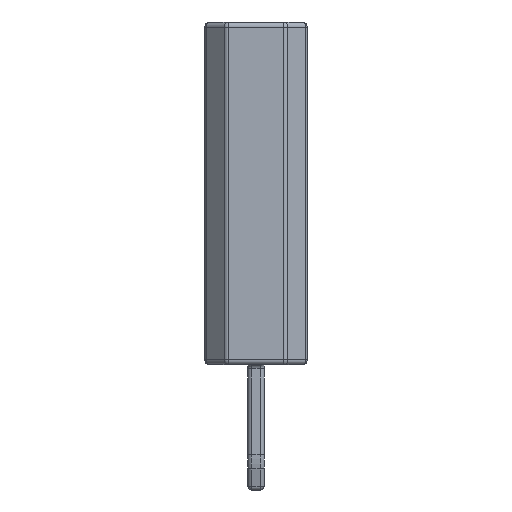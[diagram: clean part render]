
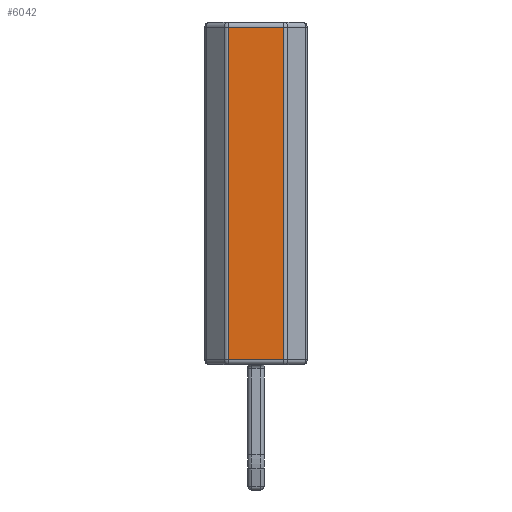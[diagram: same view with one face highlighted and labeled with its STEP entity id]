
A CAD part, left-side view. The second image highlights one B-rep face of the part: STEP entity #6042.
In plain terms, the highlighted planar face has unit normal (-1, 0, 0).
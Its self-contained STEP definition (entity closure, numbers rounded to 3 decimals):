
#5384 = CYLINDRICAL_SURFACE('',#5385,0.125);
#5385 = AXIS2_PLACEMENT_3D('',#5386,#5387,#5388);
#5386 = CARTESIAN_POINT('',(-1.145,0.692,0.));
#5387 = DIRECTION('',(0.,0.,1.));
#5388 = DIRECTION('',(-0.707,0.707,0.));
#5489 = VERTEX_POINT('',#5490);
#5490 = CARTESIAN_POINT('',(-1.27,0.692,0.125));
#5517 = EDGE_CURVE('',#5489,#5518,#5520,.T.);
#5518 = VERTEX_POINT('',#5519);
#5519 = CARTESIAN_POINT('',(-1.27,0.692,8.375));
#5520 = SURFACE_CURVE('',#5521,(#5525,#5532),.PCURVE_S1.);
#5521 = LINE('',#5522,#5523);
#5522 = CARTESIAN_POINT('',(-1.27,0.692,0.));
#5523 = VECTOR('',#5524,1.);
#5524 = DIRECTION('',(0.,0.,1.));
#5525 = PCURVE('',#5384,#5526);
#5526 = DEFINITIONAL_REPRESENTATION('',(#5527),#5531);
#5527 = LINE('',#5528,#5529);
#5528 = CARTESIAN_POINT('',(0.785,0.));
#5529 = VECTOR('',#5530,1.);
#5530 = DIRECTION('',(0.,1.));
#5531 = ( GEOMETRIC_REPRESENTATION_CONTEXT(2) 
PARAMETRIC_REPRESENTATION_CONTEXT() REPRESENTATION_CONTEXT('2D SPACE',''
  ) );
#5532 = PCURVE('',#5533,#5538);
#5533 = PLANE('',#5534);
#5534 = AXIS2_PLACEMENT_3D('',#5535,#5536,#5537);
#5535 = CARTESIAN_POINT('',(-1.27,-0.744,0.));
#5536 = DIRECTION('',(-1.,0.,0.));
#5537 = DIRECTION('',(0.,1.,0.));
#5538 = DEFINITIONAL_REPRESENTATION('',(#5539),#5543);
#5539 = LINE('',#5540,#5541);
#5540 = CARTESIAN_POINT('',(1.436,0.));
#5541 = VECTOR('',#5542,1.);
#5542 = DIRECTION('',(0.,-1.));
#5543 = ( GEOMETRIC_REPRESENTATION_CONTEXT(2) 
PARAMETRIC_REPRESENTATION_CONTEXT() REPRESENTATION_CONTEXT('2D SPACE',''
  ) );
#5747 = CYLINDRICAL_SURFACE('',#5748,0.125);
#5748 = AXIS2_PLACEMENT_3D('',#5749,#5750,#5751);
#5749 = CARTESIAN_POINT('',(-1.145,-0.744,8.375));
#5750 = DIRECTION('',(0.,1.,0.));
#5751 = DIRECTION('',(-1.,0.,0.));
#6029 = CYLINDRICAL_SURFACE('',#6030,0.125);
#6030 = AXIS2_PLACEMENT_3D('',#6031,#6032,#6033);
#6031 = CARTESIAN_POINT('',(-1.145,-0.744,0.125));
#6032 = DIRECTION('',(0.,1.,0.));
#6033 = DIRECTION('',(-1.,0.,0.));
#6042 = ADVANCED_FACE('',(#6043),#5533,.T.);
#6043 = FACE_BOUND('',#6044,.T.);
#6044 = EDGE_LOOP('',(#6045,#6068,#6069,#6092));
#6045 = ORIENTED_EDGE('',*,*,#6046,.T.);
#6046 = EDGE_CURVE('',#6047,#5518,#6049,.T.);
#6047 = VERTEX_POINT('',#6048);
#6048 = CARTESIAN_POINT('',(-1.27,-0.692,8.375));
#6049 = SURFACE_CURVE('',#6050,(#6054,#6061),.PCURVE_S1.);
#6050 = LINE('',#6051,#6052);
#6051 = CARTESIAN_POINT('',(-1.27,-0.744,8.375));
#6052 = VECTOR('',#6053,1.);
#6053 = DIRECTION('',(0.,1.,0.));
#6054 = PCURVE('',#5533,#6055);
#6055 = DEFINITIONAL_REPRESENTATION('',(#6056),#6060);
#6056 = LINE('',#6057,#6058);
#6057 = CARTESIAN_POINT('',(0.,-8.375));
#6058 = VECTOR('',#6059,1.);
#6059 = DIRECTION('',(1.,0.));
#6060 = ( GEOMETRIC_REPRESENTATION_CONTEXT(2) 
PARAMETRIC_REPRESENTATION_CONTEXT() REPRESENTATION_CONTEXT('2D SPACE',''
  ) );
#6061 = PCURVE('',#5747,#6062);
#6062 = DEFINITIONAL_REPRESENTATION('',(#6063),#6067);
#6063 = LINE('',#6064,#6065);
#6064 = CARTESIAN_POINT('',(0.,0.));
#6065 = VECTOR('',#6066,1.);
#6066 = DIRECTION('',(0.,1.));
#6067 = ( GEOMETRIC_REPRESENTATION_CONTEXT(2) 
PARAMETRIC_REPRESENTATION_CONTEXT() REPRESENTATION_CONTEXT('2D SPACE',''
  ) );
#6068 = ORIENTED_EDGE('',*,*,#5517,.F.);
#6069 = ORIENTED_EDGE('',*,*,#6070,.F.);
#6070 = EDGE_CURVE('',#6071,#5489,#6073,.T.);
#6071 = VERTEX_POINT('',#6072);
#6072 = CARTESIAN_POINT('',(-1.27,-0.692,0.125));
#6073 = SURFACE_CURVE('',#6074,(#6078,#6085),.PCURVE_S1.);
#6074 = LINE('',#6075,#6076);
#6075 = CARTESIAN_POINT('',(-1.27,-0.744,0.125));
#6076 = VECTOR('',#6077,1.);
#6077 = DIRECTION('',(0.,1.,0.));
#6078 = PCURVE('',#5533,#6079);
#6079 = DEFINITIONAL_REPRESENTATION('',(#6080),#6084);
#6080 = LINE('',#6081,#6082);
#6081 = CARTESIAN_POINT('',(0.,-0.125));
#6082 = VECTOR('',#6083,1.);
#6083 = DIRECTION('',(1.,0.));
#6084 = ( GEOMETRIC_REPRESENTATION_CONTEXT(2) 
PARAMETRIC_REPRESENTATION_CONTEXT() REPRESENTATION_CONTEXT('2D SPACE',''
  ) );
#6085 = PCURVE('',#6029,#6086);
#6086 = DEFINITIONAL_REPRESENTATION('',(#6087),#6091);
#6087 = LINE('',#6088,#6089);
#6088 = CARTESIAN_POINT('',(-0.,0.));
#6089 = VECTOR('',#6090,1.);
#6090 = DIRECTION('',(-0.,1.));
#6091 = ( GEOMETRIC_REPRESENTATION_CONTEXT(2) 
PARAMETRIC_REPRESENTATION_CONTEXT() REPRESENTATION_CONTEXT('2D SPACE',''
  ) );
#6092 = ORIENTED_EDGE('',*,*,#6093,.T.);
#6093 = EDGE_CURVE('',#6071,#6047,#6094,.T.);
#6094 = SURFACE_CURVE('',#6095,(#6099,#6106),.PCURVE_S1.);
#6095 = LINE('',#6096,#6097);
#6096 = CARTESIAN_POINT('',(-1.27,-0.692,0.));
#6097 = VECTOR('',#6098,1.);
#6098 = DIRECTION('',(0.,0.,1.));
#6099 = PCURVE('',#5533,#6100);
#6100 = DEFINITIONAL_REPRESENTATION('',(#6101),#6105);
#6101 = LINE('',#6102,#6103);
#6102 = CARTESIAN_POINT('',(0.052,0.));
#6103 = VECTOR('',#6104,1.);
#6104 = DIRECTION('',(0.,-1.));
#6105 = ( GEOMETRIC_REPRESENTATION_CONTEXT(2) 
PARAMETRIC_REPRESENTATION_CONTEXT() REPRESENTATION_CONTEXT('2D SPACE',''
  ) );
#6106 = PCURVE('',#6107,#6112);
#6107 = CYLINDRICAL_SURFACE('',#6108,0.125);
#6108 = AXIS2_PLACEMENT_3D('',#6109,#6110,#6111);
#6109 = CARTESIAN_POINT('',(-1.145,-0.692,0.));
#6110 = DIRECTION('',(0.,0.,1.));
#6111 = DIRECTION('',(-1.,0.,0.));
#6112 = DEFINITIONAL_REPRESENTATION('',(#6113),#6117);
#6113 = LINE('',#6114,#6115);
#6114 = CARTESIAN_POINT('',(0.,0.));
#6115 = VECTOR('',#6116,1.);
#6116 = DIRECTION('',(0.,1.));
#6117 = ( GEOMETRIC_REPRESENTATION_CONTEXT(2) 
PARAMETRIC_REPRESENTATION_CONTEXT() REPRESENTATION_CONTEXT('2D SPACE',''
  ) );
